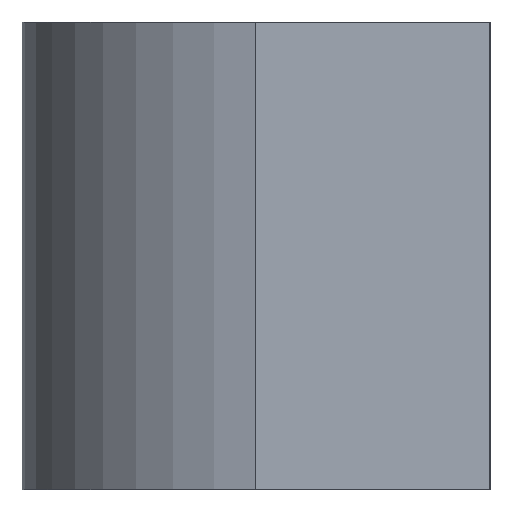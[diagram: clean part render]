
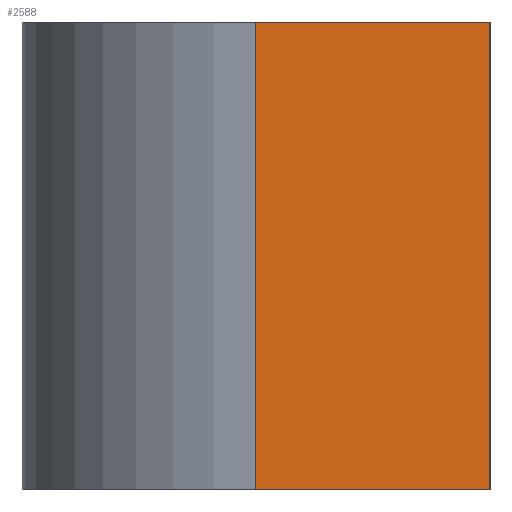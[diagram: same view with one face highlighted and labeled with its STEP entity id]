
A CAD part, left-side view. The second image highlights one B-rep face of the part: STEP entity #2588.
In plain terms, the highlighted planar face has unit normal (-1, 0, 0).
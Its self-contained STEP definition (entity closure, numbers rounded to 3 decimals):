
#122 = VERTEX_POINT ( 'NONE', #10059 ) ;
#131 = VERTEX_POINT ( 'NONE', #10068 ) ;
#132 = VERTEX_POINT ( 'NONE', #10069 ) ;
#133 = VERTEX_POINT ( 'NONE', #10070 ) ;
#539 = EDGE_CURVE ( 'NONE', #131, #133, #10299, .T. ) ;
#540 = EDGE_CURVE ( 'NONE', #122, #133, #10302, .T. ) ;
#543 = EDGE_CURVE ( 'NONE', #132, #131, #10311, .T. ) ;
#547 = EDGE_CURVE ( 'NONE', #132, #122, #10323, .T. ) ;
#2588 = ADVANCED_FACE ( 'NONE', ( #11469 ), #11743, .F. ) ;
#3786 = VECTOR ( 'NONE', #10301, 1000. ) ;
#3787 = VECTOR ( 'NONE', #10304, 1000. ) ;
#3790 = VECTOR ( 'NONE', #10313, 1000. ) ;
#3794 = VECTOR ( 'NONE', #10325, 1000. ) ;
#5370 = EDGE_LOOP ( 'NONE', ( #10767, #10765, #10766, #10787 ) ) ;
#10059 = CARTESIAN_POINT ( 'NONE',  ( -1.05, -0.25, 0.5 ) ) ;
#10068 = CARTESIAN_POINT ( 'NONE',  ( -1.05, 0.25, -0.5 ) ) ;
#10069 = CARTESIAN_POINT ( 'NONE',  ( -1.05, 0.25, 0.5 ) ) ;
#10070 = CARTESIAN_POINT ( 'NONE',  ( -1.05, -0.25, -0.5 ) ) ;
#10299 = LINE ( 'NONE', #10300, #3786 ) ;
#10300 = CARTESIAN_POINT ( 'NONE',  ( -1.05, -2.117, -0.5 ) ) ;
#10301 = DIRECTION ( 'NONE',  ( 0., -1., 0. ) ) ;
#10302 = LINE ( 'NONE', #10303, #3787 ) ;
#10303 = CARTESIAN_POINT ( 'NONE',  ( -1.05, -0.25, 0.5 ) ) ;
#10304 = DIRECTION ( 'NONE',  ( 0., 0., -1. ) ) ;
#10311 = LINE ( 'NONE', #10312, #3790 ) ;
#10312 = CARTESIAN_POINT ( 'NONE',  ( -1.05, 0.25, 0.5 ) ) ;
#10313 = DIRECTION ( 'NONE',  ( 0., 0., -1. ) ) ;
#10323 = LINE ( 'NONE', #10324, #3794 ) ;
#10324 = CARTESIAN_POINT ( 'NONE',  ( -1.05, -2.117, 0.5 ) ) ;
#10325 = DIRECTION ( 'NONE',  ( 0., -1., 0. ) ) ;
#10765 = ORIENTED_EDGE ( 'NONE', *, *, #540, .F. ) ;
#10766 = ORIENTED_EDGE ( 'NONE', *, *, #547, .F. ) ;
#10767 = ORIENTED_EDGE ( 'NONE', *, *, #539, .T. ) ;
#10787 = ORIENTED_EDGE ( 'NONE', *, *, #543, .T. ) ;
#11469 = FACE_OUTER_BOUND ( 'NONE', #5370, .T. ) ;
#11472 = AXIS2_PLACEMENT_3D ( 'NONE', #11744, #11745, #11746 ) ;
#11743 = PLANE ( 'NONE',  #11472 ) ;
#11744 = CARTESIAN_POINT ( 'NONE',  ( -1.05, -2.117, 0.5 ) ) ;
#11745 = DIRECTION ( 'NONE',  ( 1., 0., 0. ) ) ;
#11746 = DIRECTION ( 'NONE',  ( 0., 1., 0. ) ) ;
